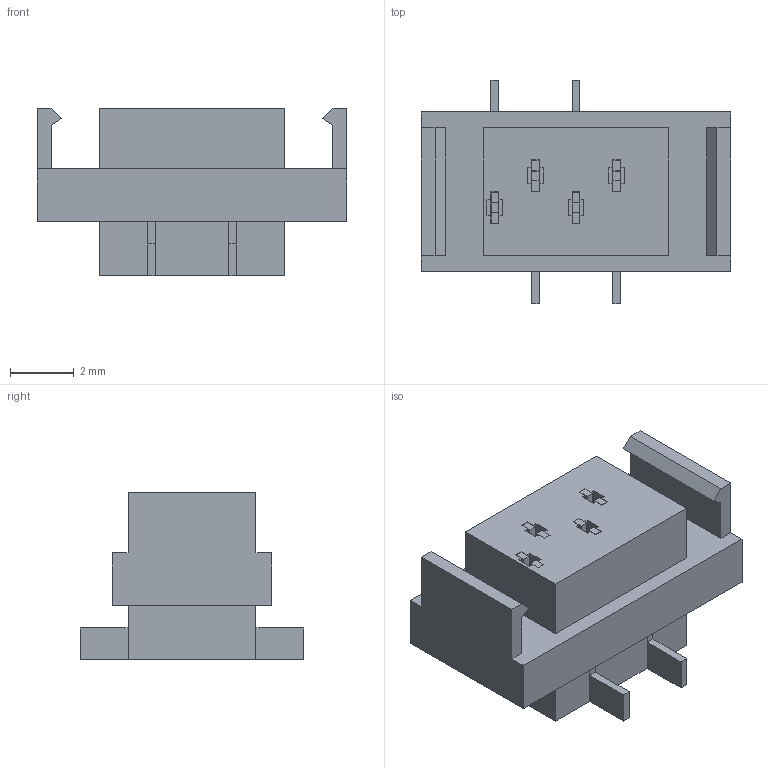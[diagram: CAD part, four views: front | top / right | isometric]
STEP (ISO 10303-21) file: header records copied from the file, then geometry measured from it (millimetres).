
FILE_DESCRIPTION(/* description */ (''),/* implementation_level */ '2;1');
FILE_NAME(/* name */ '690367290476 v4.step',/* time_stamp */ '2022-07-01T14:26:19-07:00',/* author */ (''),/* organization */ (''),/* preprocessor_version */ 'ST-DEVELOPER v19',/* originating_system */ 'Autodesk Translation Framework v11.7.0.108',/* authorisation */ '');
FILE_SCHEMA (('AUTOMOTIVE_DESIGN { 1 0 10303 214 3 1 1 }'));
Length unit declared in the file: millimetre
Products named in the file (1): 690367290476
Bounding box: 9.68 x 7 x 5.25 mm (x, y, z)
Volume: 169.9 mm3; surface area: 432.7 mm2
Topology: 5 solids, 5 shells, 148 faces, 408 edges, 272 vertices
Faces by surface type: plane 148
Entity records: 4671 total; most frequent: CARTESIAN_POINT 829, ORIENTED_EDGE 816, DIRECTION 706, LINE 408, VECTOR 408, EDGE_CURVE 408, VERTEX_POINT 272, EDGE_LOOP 158
